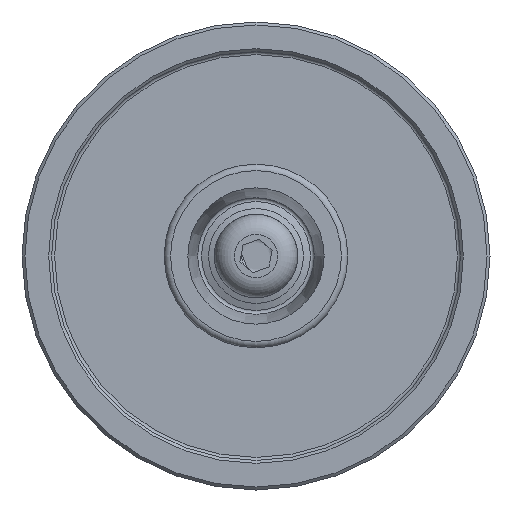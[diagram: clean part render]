
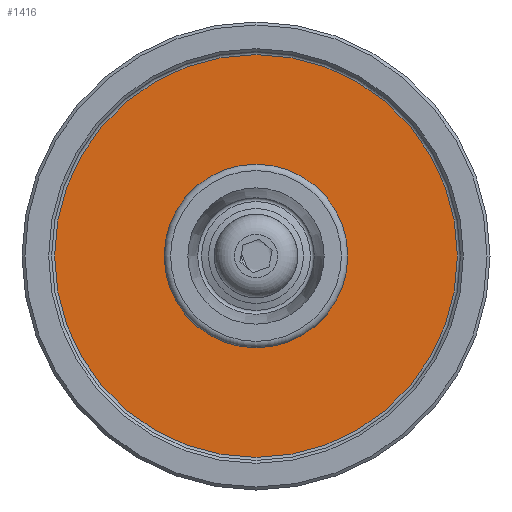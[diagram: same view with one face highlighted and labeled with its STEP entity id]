
A CAD part, front view. The second image highlights one B-rep face of the part: STEP entity #1416.
In plain terms, the highlighted planar face has unit normal (0, -1, 0).
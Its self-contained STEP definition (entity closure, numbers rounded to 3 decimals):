
#85=PLANE('',#1636);
#116=FACE_BOUND('',#252,.T.);
#170=FACE_OUTER_BOUND('',#251,.T.);
#251=EDGE_LOOP('',(#1007,#1008));
#252=EDGE_LOOP('',(#1009,#1010));
#458=CIRCLE('',#1591,34.);
#459=CIRCLE('',#1592,34.);
#466=CIRCLE('',#1600,15.5);
#467=CIRCLE('',#1601,15.5);
#572=VERTEX_POINT('',#2277);
#573=VERTEX_POINT('',#2278);
#578=VERTEX_POINT('',#2291);
#579=VERTEX_POINT('',#2293);
#718=EDGE_CURVE('',#572,#573,#458,.T.);
#719=EDGE_CURVE('',#573,#572,#459,.T.);
#726=EDGE_CURVE('',#579,#578,#466,.T.);
#727=EDGE_CURVE('',#578,#579,#467,.T.);
#1007=ORIENTED_EDGE('',*,*,#718,.T.);
#1008=ORIENTED_EDGE('',*,*,#719,.T.);
#1009=ORIENTED_EDGE('',*,*,#726,.T.);
#1010=ORIENTED_EDGE('',*,*,#727,.T.);
#1416=ADVANCED_FACE('',(#170,#116),#85,.T.);
#1591=AXIS2_PLACEMENT_3D('',#2279,#1812,#1813);
#1592=AXIS2_PLACEMENT_3D('',#2280,#1814,#1815);
#1600=AXIS2_PLACEMENT_3D('',#2294,#1830,#1831);
#1601=AXIS2_PLACEMENT_3D('',#2295,#1832,#1833);
#1636=AXIS2_PLACEMENT_3D('',#2382,#1908,#1909);
#1812=DIRECTION('center_axis',(0.,-1.,0.));
#1813=DIRECTION('ref_axis',(1.,0.,0.));
#1814=DIRECTION('center_axis',(0.,-1.,0.));
#1815=DIRECTION('ref_axis',(1.,0.,0.));
#1830=DIRECTION('center_axis',(0.,1.,0.));
#1831=DIRECTION('ref_axis',(1.,0.,0.));
#1832=DIRECTION('center_axis',(0.,1.,0.));
#1833=DIRECTION('ref_axis',(1.,0.,0.));
#1908=DIRECTION('center_axis',(0.,-1.,0.));
#1909=DIRECTION('ref_axis',(1.,0.,0.));
#2277=CARTESIAN_POINT('',(73.5,5.,0.));
#2278=CARTESIAN_POINT('',(5.5,5.,0.));
#2279=CARTESIAN_POINT('Origin',(39.5,5.,0.));
#2280=CARTESIAN_POINT('Origin',(39.5,5.,0.));
#2291=CARTESIAN_POINT('',(24.,5.,0.));
#2293=CARTESIAN_POINT('',(55.,5.,0.));
#2294=CARTESIAN_POINT('Origin',(39.5,5.,0.));
#2295=CARTESIAN_POINT('Origin',(39.5,5.,0.));
#2382=CARTESIAN_POINT('Origin',(5.,5.,0.));
